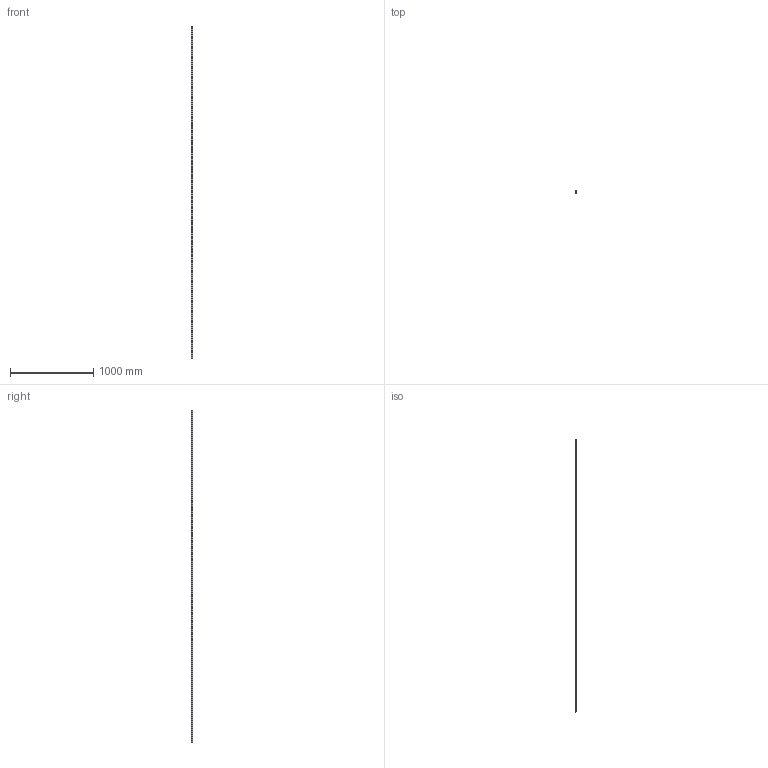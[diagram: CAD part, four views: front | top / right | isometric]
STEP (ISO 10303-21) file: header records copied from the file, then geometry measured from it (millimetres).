
FILE_DESCRIPTION (( 'STEP AP214' ), '1' );
FILE_NAME ('Ñáîðêà1.STEP', '2024-03-26T13:22:46', ( '' ), ( '' ), 'SwSTEP 2.0', 'SolidWorks 2022', '' );
FILE_SCHEMA (( 'AUTOMOTIVE_DESIGN' ));
Length unit declared in the file: millimetre
Products named in the file (2): Z34 Профильные рельсовые направляющие HGR20_00; Сборка1
Assembly tree (1 placements, depth 2):
  Сборка1
    Z34 Профильные рельсовые направляющие HGR20_00
Bounding box: 20 x 17.55 x 4000 mm (x, y, z)
Volume: 1141203.7 mm3; surface area: 330948.3 mm2
Topology: 1 solids, 1 shells, 368 faces, 897 edges, 598 vertices
Faces by surface type: cylinder 285, plane 83
Entity records: 11465 total; most frequent: DIRECTION 2211, CARTESIAN_POINT 1867, ORIENTED_EDGE 1794, AXIS2_PLACEMENT_3D 942, EDGE_CURVE 897, VERTEX_POINT 598, CIRCLE 570, EDGE_LOOP 569
